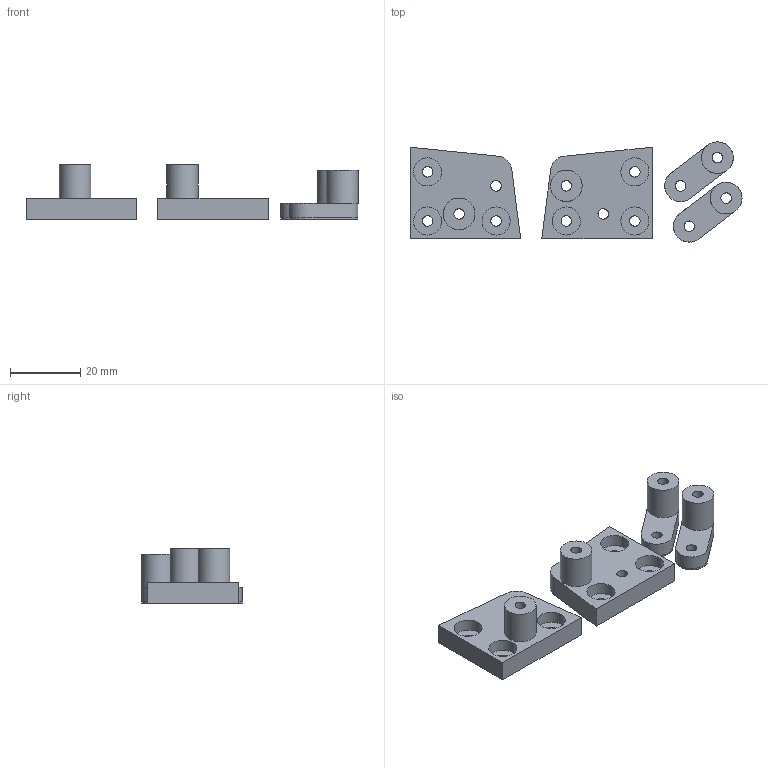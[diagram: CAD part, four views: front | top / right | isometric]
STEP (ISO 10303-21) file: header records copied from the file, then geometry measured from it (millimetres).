
FILE_DESCRIPTION(('CAx-IF Rec.Pracs.---Model Styling and Organization---1.5---2016-08-15','CAx-IF Rec.Pracs.---Geometric and Assembly Validation Properties---4.4---2016-08-17', 'CAx-IF Rec.Pracs.---User Defined Attributes---1.5---2016-08-15', 'CAx-IF Rec.Pracs.---External References---2.1---2005-01-19'),'2;1' );
FILE_NAME('GT2_pulley_support_1p0.stp','2019-04-14T15:10:16',( 'Unspecified'),('Unspecified'), 'CAD Exchanger 3.5.3 (cadexchanger.com)','Unspecified','');
FILE_SCHEMA(('AUTOMOTIVE_DESIGN { 1 0 10303 214 1 1 1 1 }'));
Length unit declared in the file: millimetre
Products named in the file (4): unnamed
Bounding box: 94.5 x 28.5 x 15.5 mm (x, y, z)
Volume: 10917.6 mm3; surface area: 7852.9 mm2
Topology: 4 solids, 4 shells, 88 faces, 194 edges, 126 vertices
Faces by surface type: bspline 70, plane 18
Entity records: 7061 total; most frequent: CARTESIAN_POINT 4283, B_SPLINE_CURVE_WITH_KNOTS 424, ORIENTED_EDGE 388, PCURVE 388, DEFINITIONAL_REPRESENTATION 388, EDGE_CURVE 194, SURFACE_CURVE 160, FACE_BOUND 128
